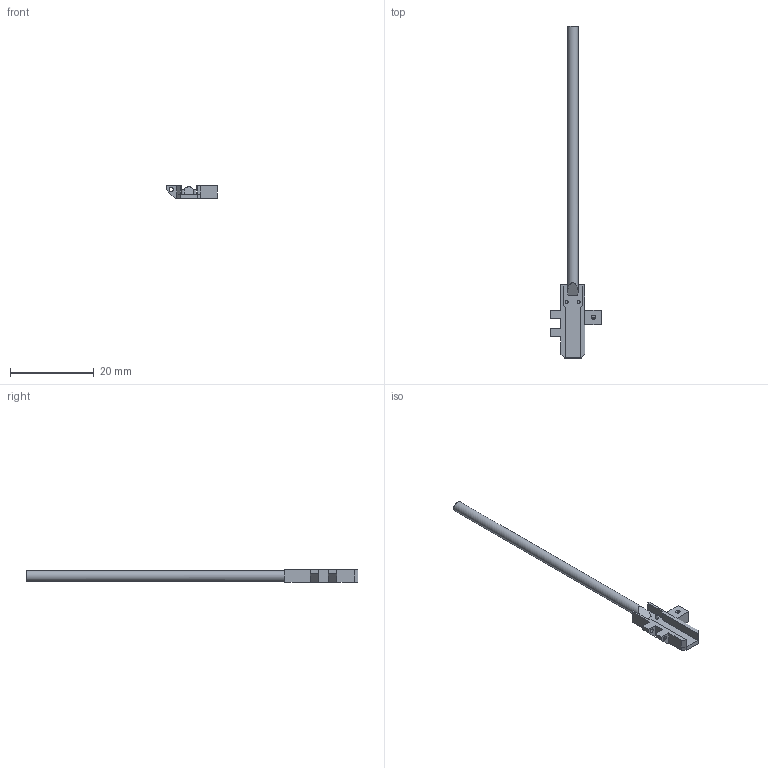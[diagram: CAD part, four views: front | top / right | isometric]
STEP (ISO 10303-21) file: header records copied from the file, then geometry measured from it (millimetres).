
FILE_DESCRIPTION(/* description */ (''),/* implementation_level */ '2;1');
FILE_NAME(/* name */ '20_probe_clamp_lower.step',/* time_stamp */ '2023-12-22T13:52:56-08:00',/* author */ (''),/* organization */ (''),/* preprocessor_version */ 'ST-DEVELOPER v20',/* originating_system */ 'Autodesk Translation Framework v12.14.0.127',/* authorisation */ '');
FILE_SCHEMA (('AUTOMOTIVE_DESIGN { 1 0 10303 214 3 1 1 }'));
Length unit declared in the file: millimetre
Products named in the file (1): npx 2.0 probe holder for Sam
Bounding box: 12.08 x 79.48 x 3 mm (x, y, z)
Volume: 521.9 mm3; surface area: 1004 mm2
Topology: 1 solids, 1 shells, 72 faces, 199 edges, 131 vertices
Faces by surface type: plane 43, cylinder 26, bspline 2, cone 1
Full cylindrical faces by diameter (mm): 0.7 x2, 1 x1, 1.112 x8, 1.524 x8, 2.5 x1
Entity records: 4455 total; most frequent: CARTESIAN_POINT 2651, ORIENTED_EDGE 398, DIRECTION 316, EDGE_CURVE 199, LINE 136, VECTOR 136, VERTEX_POINT 131, AXIS2_PLACEMENT_3D 90
